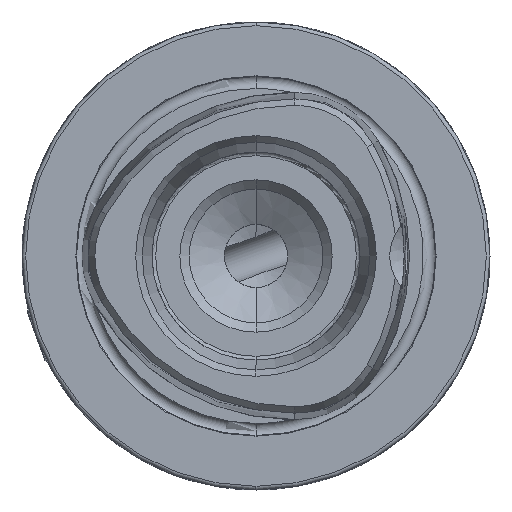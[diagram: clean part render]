
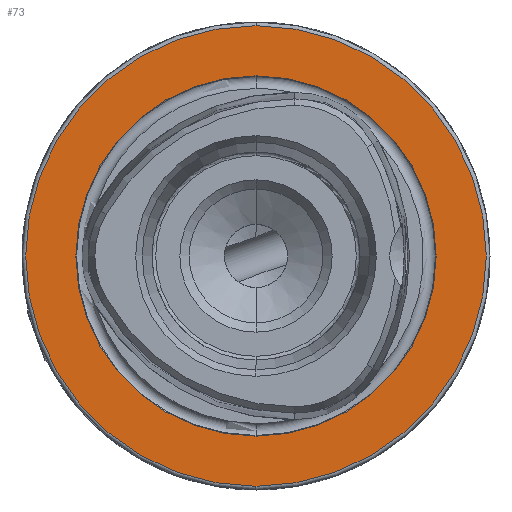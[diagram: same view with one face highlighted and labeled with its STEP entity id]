
A CAD part, left-side view. The second image highlights one B-rep face of the part: STEP entity #73.
In plain terms, the highlighted planar face has unit normal (-1, 0, 0).
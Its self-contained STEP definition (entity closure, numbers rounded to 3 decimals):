
#73 = ADVANCED_FACE ( 'NONE', ( #12821, #4999 ), #9919, .F. ) ;
#1065 = DIRECTION ( 'NONE',  ( -1., 0., 0. ) ) ;
#1178 = DIRECTION ( 'NONE',  ( 0., 0., 1. ) ) ;
#1386 = AXIS2_PLACEMENT_3D ( 'NONE', #12156, #10956, #6412 ) ;
#1387 = VERTEX_POINT ( 'NONE', #8515 ) ;
#1984 = AXIS2_PLACEMENT_3D ( 'NONE', #9099, #4444, #1178 ) ;
#2679 = VERTEX_POINT ( 'NONE', #12062 ) ;
#3057 = CIRCLE ( 'NONE', #7800, 31. ) ;
#3341 = EDGE_CURVE ( 'NONE', #1387, #13296, #12660, .T. ) ;
#3756 = EDGE_CURVE ( 'NONE', #2679, #4171, #3057, .T. ) ;
#4171 = VERTEX_POINT ( 'NONE', #8239 ) ;
#4325 = ORIENTED_EDGE ( 'NONE', *, *, #3756, .T. ) ;
#4444 = DIRECTION ( 'NONE',  ( -1., 0., 0. ) ) ;
#4620 = CIRCLE ( 'NONE', #14275, 24.25 ) ;
#4942 = EDGE_CURVE ( 'NONE', #13296, #1387, #4620, .T. ) ;
#4999 = FACE_OUTER_BOUND ( 'NONE', #6446, .T. ) ;
#5471 = CARTESIAN_POINT ( 'NONE',  ( 0., 0., 0. ) ) ;
#6412 = DIRECTION ( 'NONE',  ( 0., 0., -1. ) ) ;
#6446 = EDGE_LOOP ( 'NONE', ( #4325, #6525 ) ) ;
#6525 = ORIENTED_EDGE ( 'NONE', *, *, #10105, .T. ) ;
#6984 = ORIENTED_EDGE ( 'NONE', *, *, #3341, .F. ) ;
#7773 = DIRECTION ( 'NONE',  ( 0., 0., 1. ) ) ;
#7800 = AXIS2_PLACEMENT_3D ( 'NONE', #10820, #9785, #8586 ) ;
#8239 = CARTESIAN_POINT ( 'NONE',  ( 0., 0., -31. ) ) ;
#8324 = CARTESIAN_POINT ( 'NONE',  ( 0., 0., -24.25 ) ) ;
#8515 = CARTESIAN_POINT ( 'NONE',  ( 0., 0., 24.25 ) ) ;
#8586 = DIRECTION ( 'NONE',  ( 0., 0., 1. ) ) ;
#9099 = CARTESIAN_POINT ( 'NONE',  ( 0., 0., 0. ) ) ;
#9631 = ORIENTED_EDGE ( 'NONE', *, *, #4942, .F. ) ;
#9721 = AXIS2_PLACEMENT_3D ( 'NONE', #13075, #11912, #14214 ) ;
#9785 = DIRECTION ( 'NONE',  ( -1., 0., 0. ) ) ;
#9919 = PLANE ( 'NONE',  #1386 ) ;
#10105 = EDGE_CURVE ( 'NONE', #4171, #2679, #12876, .T. ) ;
#10820 = CARTESIAN_POINT ( 'NONE',  ( 0., 0., 0. ) ) ;
#10956 = DIRECTION ( 'NONE',  ( 1., 0., 0. ) ) ;
#11912 = DIRECTION ( 'NONE',  ( -1., 0., 0. ) ) ;
#12062 = CARTESIAN_POINT ( 'NONE',  ( 0., 0., 31. ) ) ;
#12156 = CARTESIAN_POINT ( 'NONE',  ( 0., 24.25, 0. ) ) ;
#12504 = EDGE_LOOP ( 'NONE', ( #6984, #9631 ) ) ;
#12660 = CIRCLE ( 'NONE', #1984, 24.25 ) ;
#12821 = FACE_BOUND ( 'NONE', #12504, .T. ) ;
#12876 = CIRCLE ( 'NONE', #9721, 31. ) ;
#13075 = CARTESIAN_POINT ( 'NONE',  ( 0., 0., 0. ) ) ;
#13296 = VERTEX_POINT ( 'NONE', #8324 ) ;
#14214 = DIRECTION ( 'NONE',  ( 0., 0., 1. ) ) ;
#14275 = AXIS2_PLACEMENT_3D ( 'NONE', #5471, #1065, #7773 ) ;
